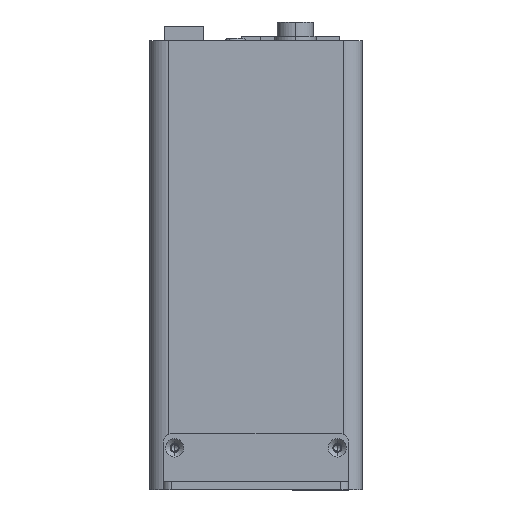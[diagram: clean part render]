
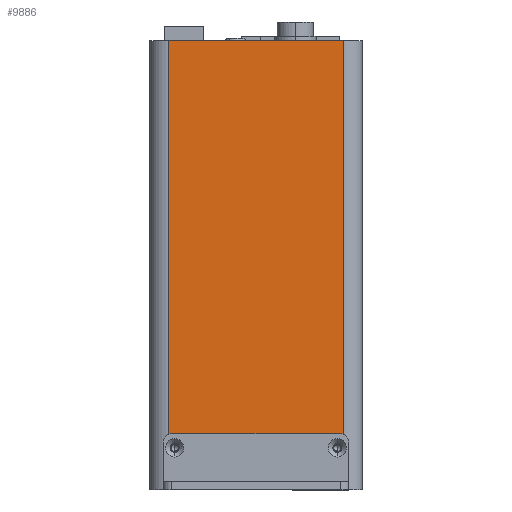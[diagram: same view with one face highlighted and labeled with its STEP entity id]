
A CAD part, left-side view. The second image highlights one B-rep face of the part: STEP entity #9886.
In plain terms, the highlighted planar face has unit normal (-1, 0, 0).
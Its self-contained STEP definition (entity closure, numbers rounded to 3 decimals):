
#240 = CIRCLE ( 'NONE', #6477, 1.25 ) ;
#440 = CIRCLE ( 'NONE', #16032, 1.25 ) ;
#463 = ORIENTED_EDGE ( 'NONE', *, *, #10939, .T. ) ;
#534 = VECTOR ( 'NONE', #21242, 1000. ) ;
#741 = CARTESIAN_POINT ( 'NONE',  ( -155.482, 36.638, 197. ) ) ;
#1374 = LINE ( 'NONE', #17971, #15561 ) ;
#1445 = VERTEX_POINT ( 'NONE', #5283 ) ;
#1764 = AXIS2_PLACEMENT_3D ( 'NONE', #6197, #19436, #12917 ) ;
#2084 = ORIENTED_EDGE ( 'NONE', *, *, #12051, .F. ) ;
#3080 = VERTEX_POINT ( 'NONE', #10112 ) ;
#3691 = DIRECTION ( 'NONE',  ( 0., 0., 1. ) ) ;
#4245 = CIRCLE ( 'NONE', #16345, 1.25 ) ;
#4364 = CARTESIAN_POINT ( 'NONE',  ( -155.482, -21.362, 198.25 ) ) ;
#4624 = DIRECTION ( 'NONE',  ( 0., 0., -1. ) ) ;
#4787 = EDGE_CURVE ( 'NONE', #21045, #8287, #18461, .T. ) ;
#5035 = ORIENTED_EDGE ( 'NONE', *, *, #7757, .T. ) ;
#5113 = CARTESIAN_POINT ( 'NONE',  ( -155.482, -21.362, 197. ) ) ;
#5283 = CARTESIAN_POINT ( 'NONE',  ( -155.482, -21.362, 195.75 ) ) ;
#5842 = DIRECTION ( 'NONE',  ( 0., 0., 1. ) ) ;
#6004 = DIRECTION ( 'NONE',  ( -1., 0., 0. ) ) ;
#6103 = DIRECTION ( 'NONE',  ( 0., 0., 1. ) ) ;
#6197 = CARTESIAN_POINT ( 'NONE',  ( -155.482, 36.638, 197. ) ) ;
#6225 = CARTESIAN_POINT ( 'NONE',  ( -155.482, 45.638, 342. ) ) ;
#6477 = AXIS2_PLACEMENT_3D ( 'NONE', #17588, #6004, #6103 ) ;
#6493 = CARTESIAN_POINT ( 'NONE',  ( -155.482, -23.362, 342. ) ) ;
#6905 = CARTESIAN_POINT ( 'NONE',  ( -155.482, 45.638, 182. ) ) ;
#7288 = VECTOR ( 'NONE', #12322, 1000. ) ;
#7345 = DIRECTION ( 'NONE',  ( -1., 0., 0. ) ) ;
#7368 = VERTEX_POINT ( 'NONE', #10105 ) ;
#7757 = EDGE_CURVE ( 'NONE', #15813, #7368, #21020, .T. ) ;
#7868 = DIRECTION ( 'NONE',  ( 0., -1., 0. ) ) ;
#7975 = AXIS2_PLACEMENT_3D ( 'NONE', #6225, #19458, #4624 ) ;
#8213 = ORIENTED_EDGE ( 'NONE', *, *, #10252, .F. ) ;
#8287 = VERTEX_POINT ( 'NONE', #9708 ) ;
#8633 = ORIENTED_EDGE ( 'NONE', *, *, #18909, .F. ) ;
#9188 = CARTESIAN_POINT ( 'NONE',  ( -155.482, 38.638, 342. ) ) ;
#9708 = CARTESIAN_POINT ( 'NONE',  ( -155.482, 38.638, 182. ) ) ;
#9886 = ADVANCED_FACE ( 'NONE', ( #20968, #16107, #14467 ), #19242, .F. ) ;
#10049 = ORIENTED_EDGE ( 'NONE', *, *, #4787, .T. ) ;
#10105 = CARTESIAN_POINT ( 'NONE',  ( -155.482, -23.362, 342. ) ) ;
#10112 = CARTESIAN_POINT ( 'NONE',  ( -155.482, 36.638, 198.25 ) ) ;
#10202 = CARTESIAN_POINT ( 'NONE',  ( -155.482, 38.638, 342. ) ) ;
#10252 = EDGE_CURVE ( 'NONE', #3080, #12323, #14590, .T. ) ;
#10939 = EDGE_CURVE ( 'NONE', #8287, #15813, #20234, .T. ) ;
#12051 = EDGE_CURVE ( 'NONE', #19329, #1445, #4245, .T. ) ;
#12322 = DIRECTION ( 'NONE',  ( 0., -1., 0. ) ) ;
#12323 = VERTEX_POINT ( 'NONE', #17770 ) ;
#12917 = DIRECTION ( 'NONE',  ( 0., 0., 1. ) ) ;
#13215 = VECTOR ( 'NONE', #18671, 1000. ) ;
#13778 = EDGE_LOOP ( 'NONE', ( #8213, #18343 ) ) ;
#14467 = FACE_OUTER_BOUND ( 'NONE', #17243, .T. ) ;
#14590 = CIRCLE ( 'NONE', #1764, 1.25 ) ;
#15561 = VECTOR ( 'NONE', #7868, 1000. ) ;
#15813 = VERTEX_POINT ( 'NONE', #19695 ) ;
#16032 = AXIS2_PLACEMENT_3D ( 'NONE', #741, #7345, #5842 ) ;
#16107 = FACE_BOUND ( 'NONE', #17715, .T. ) ;
#16345 = AXIS2_PLACEMENT_3D ( 'NONE', #5113, #18540, #3691 ) ;
#17243 = EDGE_LOOP ( 'NONE', ( #463, #5035, #18933, #10049 ) ) ;
#17530 = EDGE_CURVE ( 'NONE', #21045, #7368, #1374, .T. ) ;
#17588 = CARTESIAN_POINT ( 'NONE',  ( -155.482, -21.362, 197. ) ) ;
#17715 = EDGE_LOOP ( 'NONE', ( #2084, #8633 ) ) ;
#17770 = CARTESIAN_POINT ( 'NONE',  ( -155.482, 36.638, 195.75 ) ) ;
#17971 = CARTESIAN_POINT ( 'NONE',  ( -155.482, 45.638, 342. ) ) ;
#18343 = ORIENTED_EDGE ( 'NONE', *, *, #20658, .F. ) ;
#18461 = LINE ( 'NONE', #10202, #13215 ) ;
#18540 = DIRECTION ( 'NONE',  ( -1., 0., 0. ) ) ;
#18671 = DIRECTION ( 'NONE',  ( 0., 0., -1. ) ) ;
#18909 = EDGE_CURVE ( 'NONE', #1445, #19329, #240, .T. ) ;
#18933 = ORIENTED_EDGE ( 'NONE', *, *, #17530, .F. ) ;
#19242 = PLANE ( 'NONE',  #7975 ) ;
#19329 = VERTEX_POINT ( 'NONE', #4364 ) ;
#19436 = DIRECTION ( 'NONE',  ( -1., 0., 0. ) ) ;
#19458 = DIRECTION ( 'NONE',  ( 1., 0., 0. ) ) ;
#19695 = CARTESIAN_POINT ( 'NONE',  ( -155.482, -23.362, 182. ) ) ;
#20234 = LINE ( 'NONE', #6905, #7288 ) ;
#20658 = EDGE_CURVE ( 'NONE', #12323, #3080, #440, .T. ) ;
#20968 = FACE_BOUND ( 'NONE', #13778, .T. ) ;
#21020 = LINE ( 'NONE', #6493, #534 ) ;
#21045 = VERTEX_POINT ( 'NONE', #9188 ) ;
#21242 = DIRECTION ( 'NONE',  ( 0., 0., 1. ) ) ;
